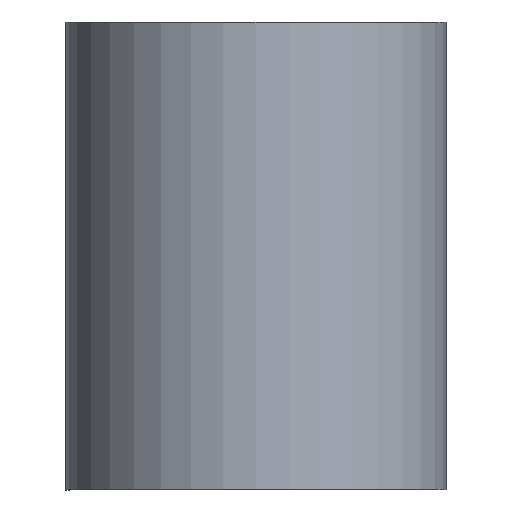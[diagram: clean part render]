
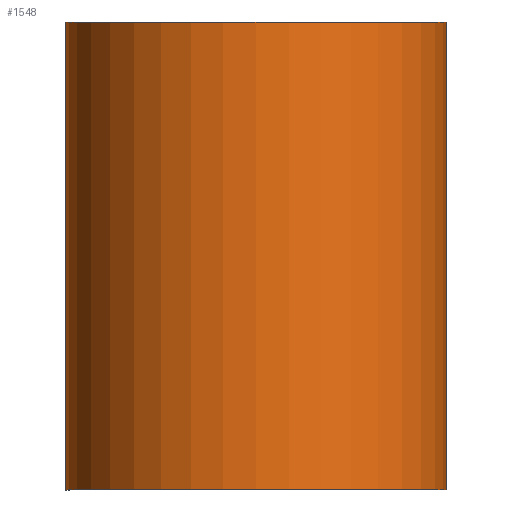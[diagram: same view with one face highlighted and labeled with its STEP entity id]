
A CAD part, top view. The second image highlights one B-rep face of the part: STEP entity #1548.
In plain terms, the highlighted cylindrical face has radius 12.21 mm (diameter 24.42 mm), a partial arc.
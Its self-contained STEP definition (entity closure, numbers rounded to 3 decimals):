
#34 = CYLINDRICAL_SURFACE ( 'NONE', #2213, 12.21 ) ;
#105 = CARTESIAN_POINT ( 'NONE',  ( -12.32, 30., 0. ) ) ;
#167 = CARTESIAN_POINT ( 'NONE',  ( -0.11, 0., 0. ) ) ;
#198 = CARTESIAN_POINT ( 'NONE',  ( -0.11, 30., 0. ) ) ;
#228 = DIRECTION ( 'NONE',  ( 0., -1., 0. ) ) ;
#244 = VERTEX_POINT ( 'NONE', #2318 ) ;
#397 = DIRECTION ( 'NONE',  ( 0., 0., -1. ) ) ;
#410 = LINE ( 'NONE', #2087, #1387 ) ;
#499 = DIRECTION ( 'NONE',  ( 1., 0., 0. ) ) ;
#571 = DIRECTION ( 'NONE',  ( 1., 0., 0. ) ) ;
#642 = EDGE_CURVE ( 'NONE', #244, #806, #1312, .T. ) ;
#735 = VECTOR ( 'NONE', #2078, 1000. ) ;
#753 = DIRECTION ( 'NONE',  ( 0., -1., 0. ) ) ;
#756 = CARTESIAN_POINT ( 'NONE',  ( 12.1, 30., 0. ) ) ;
#770 = FACE_OUTER_BOUND ( 'NONE', #1940, .T. ) ;
#806 = VERTEX_POINT ( 'NONE', #105 ) ;
#845 = ORIENTED_EDGE ( 'NONE', *, *, #1903, .T. ) ;
#945 = DIRECTION ( 'NONE',  ( 0., -1., 0. ) ) ;
#1059 = DIRECTION ( 'NONE',  ( 0., -1., 0. ) ) ;
#1128 = LINE ( 'NONE', #756, #735 ) ;
#1180 = CIRCLE ( 'NONE', #2354, 12.21 ) ;
#1254 = VERTEX_POINT ( 'NONE', #1737 ) ;
#1312 = CIRCLE ( 'NONE', #1539, 12.21 ) ;
#1387 = VECTOR ( 'NONE', #228, 1000. ) ;
#1506 = EDGE_CURVE ( 'NONE', #244, #1254, #1128, .T. ) ;
#1539 = AXIS2_PLACEMENT_3D ( 'NONE', #2235, #753, #571 ) ;
#1543 = ORIENTED_EDGE ( 'NONE', *, *, #1506, .F. ) ;
#1548 = ADVANCED_FACE ( 'NONE', ( #770 ), #34, .T. ) ;
#1700 = CARTESIAN_POINT ( 'NONE',  ( -12.32, 0., 0. ) ) ;
#1737 = CARTESIAN_POINT ( 'NONE',  ( 12.1, 0., 0. ) ) ;
#1831 = ORIENTED_EDGE ( 'NONE', *, *, #2339, .F. ) ;
#1903 = EDGE_CURVE ( 'NONE', #806, #2201, #410, .T. ) ;
#1940 = EDGE_LOOP ( 'NONE', ( #1831, #1543, #1957, #845 ) ) ;
#1957 = ORIENTED_EDGE ( 'NONE', *, *, #642, .T. ) ;
#2078 = DIRECTION ( 'NONE',  ( 0., -1., 0. ) ) ;
#2087 = CARTESIAN_POINT ( 'NONE',  ( -12.32, 30., 0. ) ) ;
#2201 = VERTEX_POINT ( 'NONE', #1700 ) ;
#2213 = AXIS2_PLACEMENT_3D ( 'NONE', #198, #945, #397 ) ;
#2235 = CARTESIAN_POINT ( 'NONE',  ( -0.11, 30., 0. ) ) ;
#2318 = CARTESIAN_POINT ( 'NONE',  ( 12.1, 30., 0. ) ) ;
#2339 = EDGE_CURVE ( 'NONE', #1254, #2201, #1180, .T. ) ;
#2354 = AXIS2_PLACEMENT_3D ( 'NONE', #167, #1059, #499 ) ;
